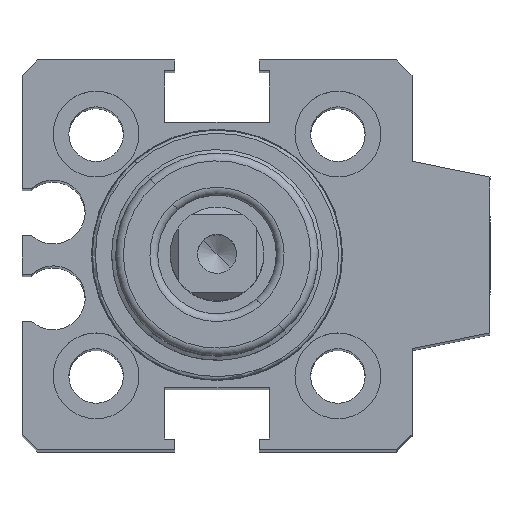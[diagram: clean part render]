
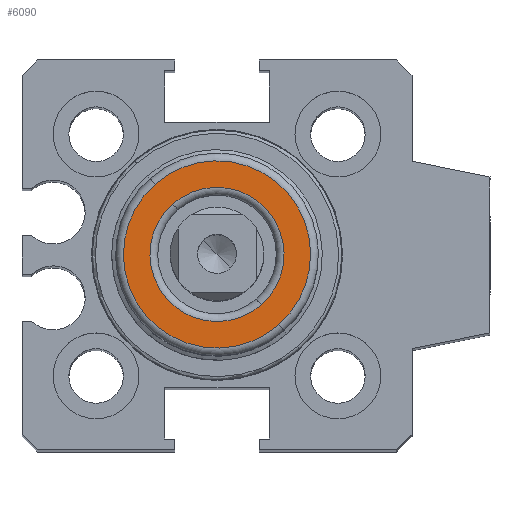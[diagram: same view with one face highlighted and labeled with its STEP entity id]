
A CAD part, top view. The second image highlights one B-rep face of the part: STEP entity #6090.
In plain terms, the highlighted planar face has unit normal (0, 0, 1).
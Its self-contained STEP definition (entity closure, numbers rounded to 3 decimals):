
#5904=AXIS2_PLACEMENT_3D('Circle Axis2P3D',#5902,#5903,$) ;
#5935=AXIS2_PLACEMENT_3D('Circle Axis2P3D',#5933,#5934,$) ;
#6066=AXIS2_PLACEMENT_3D('Plane Axis2P3D',#6063,#6064,#6065) ;
#6074=AXIS2_PLACEMENT_3D('Circle Axis2P3D',#6072,#6073,$) ;
#6083=AXIS2_PLACEMENT_3D('Circle Axis2P3D',#6081,#6082,$) ;
#5902=CARTESIAN_POINT('Axis2P3D Location',(0.,0.,17.25)) ;
#5906=CARTESIAN_POINT('Vertex',(3.958,-4.509,17.25)) ;
#5908=CARTESIAN_POINT('Vertex',(-3.958,4.509,17.25)) ;
#5933=CARTESIAN_POINT('Axis2P3D Location',(0.,0.,17.25)) ;
#6063=CARTESIAN_POINT('Axis2P3D Location',(4.885,4.288,17.25)) ;
#6072=CARTESIAN_POINT('Axis2P3D Location',(0.,0.,17.25)) ;
#6076=CARTESIAN_POINT('Vertex',(-2.837,3.232,17.25)) ;
#6078=CARTESIAN_POINT('Vertex',(2.837,-3.232,17.25)) ;
#6081=CARTESIAN_POINT('Axis2P3D Location',(0.,0.,17.25)) ;
#5903=DIRECTION('Axis2P3D Direction',(0.,0.,-1.)) ;
#5934=DIRECTION('Axis2P3D Direction',(0.,0.,-1.)) ;
#6064=DIRECTION('Axis2P3D Direction',(0.,0.,-1.)) ;
#6065=DIRECTION('Axis2P3D XDirection',(-0.66,0.752,0.)) ;
#6073=DIRECTION('Axis2P3D Direction',(0.,0.,-1.)) ;
#6082=DIRECTION('Axis2P3D Direction',(0.,0.,-1.)) ;
#6069=ORIENTED_EDGE('',*,*,#5937,.T.) ;
#6070=ORIENTED_EDGE('',*,*,#5910,.T.) ;
#6087=ORIENTED_EDGE('',*,*,#6080,.T.) ;
#6088=ORIENTED_EDGE('',*,*,#6085,.T.) ;
#6089=FACE_BOUND('',#6086,.T.) ;
#6090=ADVANCED_FACE('SCQ_12_TS_TUENKERS',(#6071,#6089),#6067,.F.) ;
#5905=CIRCLE('generated circle',#5904,6.) ;
#5936=CIRCLE('generated circle',#5935,6.) ;
#6075=CIRCLE('generated circle',#6074,4.3) ;
#6084=CIRCLE('generated circle',#6083,4.3) ;
#5910=EDGE_CURVE('',#5907,#5909,#5905,.F.) ;
#5937=EDGE_CURVE('',#5909,#5907,#5936,.F.) ;
#6080=EDGE_CURVE('',#6077,#6079,#6075,.T.) ;
#6085=EDGE_CURVE('',#6079,#6077,#6084,.T.) ;
#6068=EDGE_LOOP('',(#6069,#6070)) ;
#6086=EDGE_LOOP('',(#6087,#6088)) ;
#6071=FACE_OUTER_BOUND('',#6068,.T.) ;
#6067=PLANE('Plane',#6066) ;
#5907=VERTEX_POINT('',#5906) ;
#5909=VERTEX_POINT('',#5908) ;
#6077=VERTEX_POINT('',#6076) ;
#6079=VERTEX_POINT('',#6078) ;
